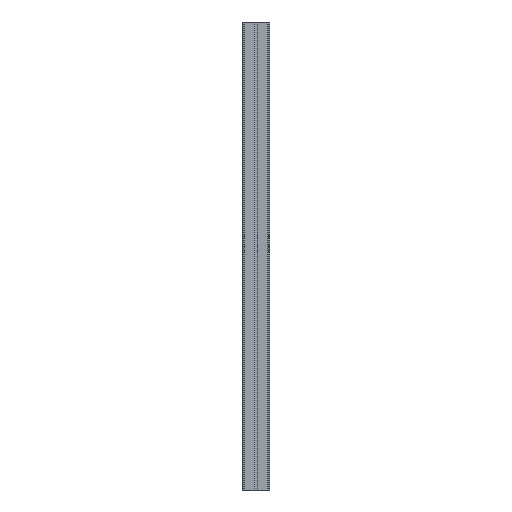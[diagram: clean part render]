
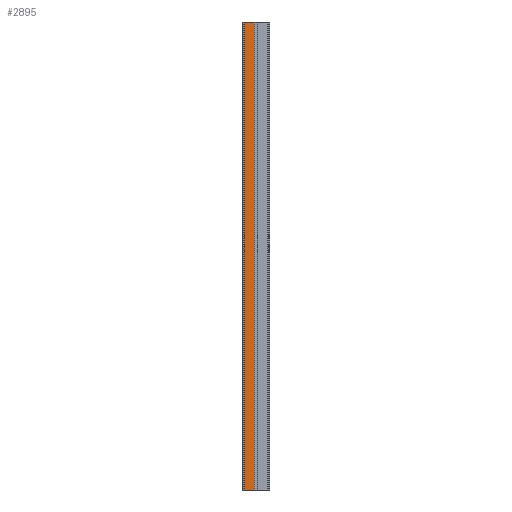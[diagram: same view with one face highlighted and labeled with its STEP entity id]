
A CAD part, front view. The second image highlights one B-rep face of the part: STEP entity #2895.
In plain terms, the highlighted planar face has unit normal (0, -1, 0).
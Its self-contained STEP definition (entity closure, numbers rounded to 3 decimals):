
#34 = DIRECTION ( 'NONE',  ( 0., 0., -1. ) ) ;
#35 = VECTOR ( 'NONE', #34, 1000. ) ;
#36 = CARTESIAN_POINT ( 'NONE',  ( -6.45, 0., 1000. ) ) ;
#37 = LINE ( 'NONE', #36, #35 ) ;
#870 = DIRECTION ( 'NONE',  ( 1., 0., 0. ) ) ;
#871 = CARTESIAN_POINT ( 'NONE',  ( -50.2, 0., 1000. ) ) ;
#872 = VECTOR ( 'NONE', #870, 1000. ) ;
#873 = LINE ( 'NONE', #871, #872 ) ;
#1518 = CARTESIAN_POINT ( 'NONE',  ( -6.45, 0., 1000. ) ) ;
#2520 = CARTESIAN_POINT ( 'NONE',  ( -50.2, 0., 1000. ) ) ;
#2892 = EDGE_CURVE ( 'NONE', #3445, #4439, #5090, .T. ) ;
#2895 = ADVANCED_FACE ( 'NONE', ( #5086 ), #5084, .F. ) ;
#2896 = EDGE_LOOP ( 'NONE', ( #2897, #3062, #3064, #3065 ) ) ;
#2897 = ORIENTED_EDGE ( 'NONE', *, *, #4437, .T. ) ;
#3062 = ORIENTED_EDGE ( 'NONE', *, *, #3063, .F. ) ;
#3063 = EDGE_CURVE ( 'NONE', #3745, #4398, #37, .T. ) ;
#3064 = ORIENTED_EDGE ( 'NONE', *, *, #3483, .F. ) ;
#3065 = ORIENTED_EDGE ( 'NONE', *, *, #2892, .T. ) ;
#3445 = VERTEX_POINT ( 'NONE', #2520 ) ;
#3483 = EDGE_CURVE ( 'NONE', #3445, #3745, #873, .T. ) ;
#3745 = VERTEX_POINT ( 'NONE', #1518 ) ;
#4398 = VERTEX_POINT ( 'NONE', #5613 ) ;
#4437 = EDGE_CURVE ( 'NONE', #4439, #4398, #5519, .T. ) ;
#4439 = VERTEX_POINT ( 'NONE', #5515 ) ;
#5080 = DIRECTION ( 'NONE',  ( -1., 0., 0. ) ) ;
#5081 = DIRECTION ( 'NONE',  ( 0., 1., 0. ) ) ;
#5082 = CARTESIAN_POINT ( 'NONE',  ( -50.2, 0., 1000. ) ) ;
#5083 = AXIS2_PLACEMENT_3D ( 'NONE', #5082, #5081, #5080 ) ;
#5084 = PLANE ( 'NONE',  #5083 ) ;
#5086 = FACE_OUTER_BOUND ( 'NONE', #2896, .T. ) ;
#5087 = DIRECTION ( 'NONE',  ( 0., 0., -1. ) ) ;
#5088 = VECTOR ( 'NONE', #5087, 1000. ) ;
#5089 = CARTESIAN_POINT ( 'NONE',  ( -50.2, 0., 1000. ) ) ;
#5090 = LINE ( 'NONE', #5089, #5088 ) ;
#5515 = CARTESIAN_POINT ( 'NONE',  ( -50.2, 0., -1000. ) ) ;
#5516 = DIRECTION ( 'NONE',  ( 1., 0., 0. ) ) ;
#5517 = VECTOR ( 'NONE', #5516, 1000. ) ;
#5518 = CARTESIAN_POINT ( 'NONE',  ( -50.2, 0., -1000. ) ) ;
#5519 = LINE ( 'NONE', #5518, #5517 ) ;
#5613 = CARTESIAN_POINT ( 'NONE',  ( -6.45, 0., -1000. ) ) ;
